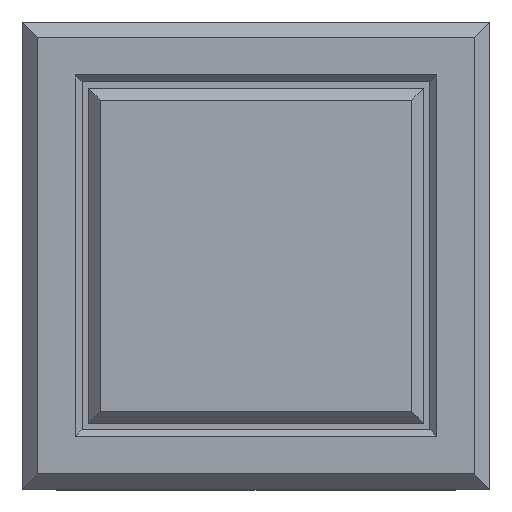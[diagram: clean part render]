
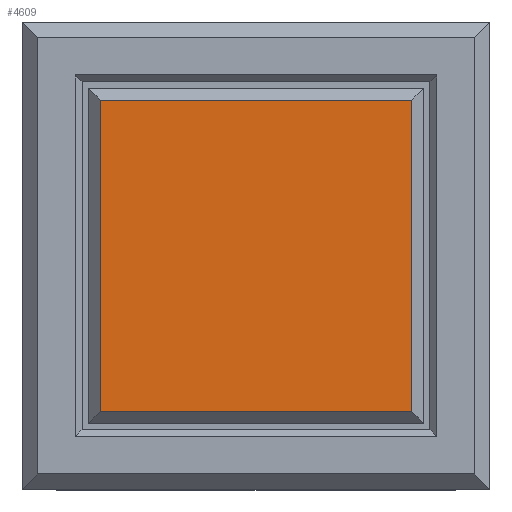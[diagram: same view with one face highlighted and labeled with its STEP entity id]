
A CAD part, top view. The second image highlights one B-rep face of the part: STEP entity #4609.
In plain terms, the highlighted planar face has unit normal (0, 0, 1).
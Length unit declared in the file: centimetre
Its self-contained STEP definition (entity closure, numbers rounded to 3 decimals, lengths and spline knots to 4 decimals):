
#415=FACE_OUTER_BOUND($,#720,.T.);
#720=EDGE_LOOP($,(#3833,#3834,#3835,#3836));
#1034=LINE($,#6979,#1396);
#1037=LINE($,#6984,#1399);
#1193=LINE($,#10807,#1555);
#1194=LINE($,#10809,#1556);
#1396=VECTOR($,#5415,1.79);
#1399=VECTOR($,#5420,1.79);
#1555=VECTOR($,#6008,1.79);
#1556=VECTOR($,#6011,1.79);
#1971=VERTEX_POINT($,#6976);
#1972=VERTEX_POINT($,#6978);
#1973=VERTEX_POINT($,#6982);
#2162=VERTEX_POINT($,#10805);
#2432=EDGE_CURVE($,#1971,#1972,#1034,.T.);
#2435=EDGE_CURVE($,#1973,#1971,#1037,.T.);
#2742=EDGE_CURVE($,#2162,#1973,#1193,.T.);
#2743=EDGE_CURVE($,#1972,#2162,#1194,.T.);
#3833=ORIENTED_EDGE($,*,*,#2742,.F.);
#3834=ORIENTED_EDGE($,*,*,#2743,.F.);
#3835=ORIENTED_EDGE($,*,*,#2432,.F.);
#3836=ORIENTED_EDGE($,*,*,#2435,.F.);
#4398=PLANE($,#5008);
#4609=ADVANCED_FACE($,(#415),#4398,.T.);
#5008=AXIS2_PLACEMENT_3D($,#10810,#6012,#6013);
#5415=DIRECTION($,(1.,0.,0.));
#5420=DIRECTION($,(0.,1.,0.));
#6008=DIRECTION($,(-1.,0.,0.));
#6011=DIRECTION($,(0.,-1.,0.));
#6012=DIRECTION('center_axis',(0.,0.,
1.));
#6013=DIRECTION('ref_axis',(0.,1.,0.));
#6976=CARTESIAN_POINT('',(-0.895,0.895,1.16));
#6978=CARTESIAN_POINT('',(0.895,0.895,1.16));
#6979=CARTESIAN_POINT($,(-0.4875,0.895,1.16));
#6982=CARTESIAN_POINT('',(-0.895,-0.895,1.16));
#6984=CARTESIAN_POINT($,(-0.895,-0.4875,1.16));
#10805=CARTESIAN_POINT('',(0.895,-0.895,1.16));
#10807=CARTESIAN_POINT($,(0.4875,-0.895,1.16));
#10809=CARTESIAN_POINT($,(0.895,0.4875,1.16));
#10810=CARTESIAN_POINT('Origin',(0.,0.,
1.16));
